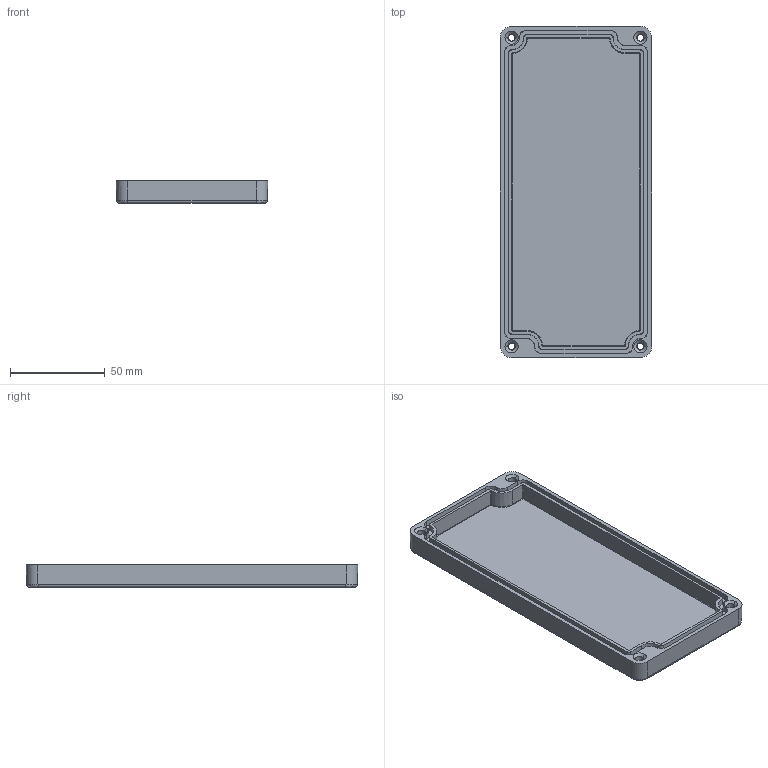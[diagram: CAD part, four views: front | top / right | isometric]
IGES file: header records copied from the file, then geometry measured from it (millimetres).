
Global section: file name: No Iges File Name specified; native system: Autodesk Inventor 2011; preprocessor: AutoDesk Inventor Iges Exporter R2011; author: tcook; date: 20101020.141236; units: millimetre
Bounding box: 80 x 175 x 12 mm (x, y, z)
Volume: 65667.7 mm3; surface area: 40942.4 mm2
Topology: 1 solids, 1 shells, 133 faces, 328 edges, 208 vertices
Faces by surface type: bspline 44, revolution 34, plane 31, cone 16, cylinder 8
